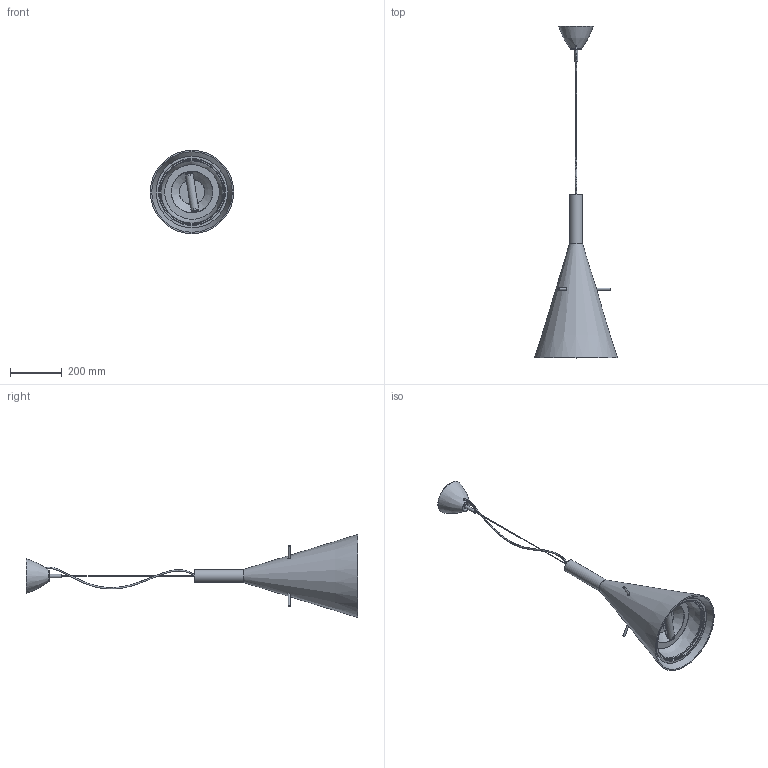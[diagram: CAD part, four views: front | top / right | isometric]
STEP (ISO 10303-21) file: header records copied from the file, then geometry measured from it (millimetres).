
FILE_DESCRIPTION(/* description */ (''),/* implementation_level */ '2;1');
FILE_NAME(/* name */ 'F333795150TCNE.stp',/* time_stamp */ '2020-01-20T14:52:16+01:00',/* author */ ('sghezzi'),/* organization */ (''),/* preprocessor_version */ 'ST-DEVELOPER v17.2',/* originating_system */ 'Autodesk Inventor 2019',/* authorisation */ '');
FILE_SCHEMA (('AUTOMOTIVE_DESIGN { 1 0 10303 214 3 1 1 }'));
Length unit declared in the file: millimetre
Products named in the file (22): Flute_3337.1_Assieme; 030000510_Rosone_sos_F10.5_grezzo; 007600931_Tubetto Fil M13x1 d13 L110 Cr; 066008600_Gancio_sosp _M10+bloccacavo 200.5.10.1 guidolux; 006600089_Cavo Acc d1.2 con guaina Tr d1.8; 002333710_Diff vetro borosil 3337.1; 007330013_Anello blocco rifl manum; 007330021_Rifl all Flute E27; 007333711_Tubetto Fil M10x1 L130 T.11.30.21.61; 007336301_Staffa PL A10R7s H36 L145 foro c d10; 007330018_Rifl Int x R7s 115 ALL; 020044113_Schermo prot sup L146; 007527714_ Molla fissaggio vetro supipt; 006537701 FINALE CR D16 H6 M37.10.11.20; 007330014_Asta Blocco Rifl Magnum; 007333710_Anello Centraggio Magnum Sosp; 064002000; 066005000_Raccordo_M10x1 _M45021100; 066010000_Bloccacavo ot nk 2 fori + viti 65091020; Parte6; Vite 65091020 x bloccacavo 066010000; 005340200_Cavo 3x0.75 Fep+ silic T180 d5.2 TR H037T E.M.C_2
Assembly tree (25 placements, depth 3):
  Flute_3337.1_Assieme
    030000510_Rosone_sos_F10.5_grezzo
    007600931_Tubetto Fil M13x1 d13 L110 Cr
    066008600_Gancio_sosp _M10+bloccacavo 200.5.10.1 guidolux
    006600089_Cavo Acc d1.2 con guaina Tr d1.8
    002333710_Diff vetro borosil 3337.1
    007330013_Anello blocco rifl manum
    007330021_Rifl all Flute E27
    007333711_Tubetto Fil M10x1 L130 T.11.30.21.61
    007336301_Staffa PL A10R7s H36 L145 foro c d10
    007330018_Rifl Int x R7s 115 ALL
    020044113_Schermo prot sup L146
    007527714_ Molla fissaggio vetro supipt  x2
    006537701 FINALE CR D16 H6 M37.10.11.20
    007330014_Asta Blocco Rifl Magnum  x3
    007333710_Anello Centraggio Magnum Sosp
    064002000
    066005000_Raccordo_M10x1 _M45021100
    066010000_Bloccacavo ot nk 2 fori + viti 65091020
      Parte6
      Vite 65091020 x bloccacavo 066010000  x2
    005340200_Cavo 3x0.75 Fep+ silic T180 d5.2 TR H037T E.M.C_2
Bounding box: 320 x 1277 x 320 mm (x, y, z)
Volume: 1778232.3 mm3; surface area: 1091739.6 mm2
Topology: 24 solids, 24 shells, 372 faces, 1036 edges, 699 vertices
Faces by surface type: plane 186, cylinder 141, torus 23, bspline 13, cone 9
Full cylindrical faces by diameter (mm): 1.8 x1, 2.2 x4, 3.242 x4, 4 x4, 5.2 x1, 6 x4, 6.5 x1, 7 x4, 8 x7, 8.917 x2, 10 x11, 10.5 x1, 11 x1, 13 x1, 15 x1, 16 x1, 20 x1, 23.351 x1, 25 x2, 40 x1, 40.3 x1, 50 x1, 210 x1, 253.565 x1, 255.565 x1, 275.565 x1
Entity records: 13550 total; most frequent: CARTESIAN_POINT 3903, DIRECTION 1920, ORIENTED_EDGE 1842, EDGE_CURVE 921, AXIS2_PLACEMENT_3D 737, VERTEX_POINT 627, LINE 446, VECTOR 446
